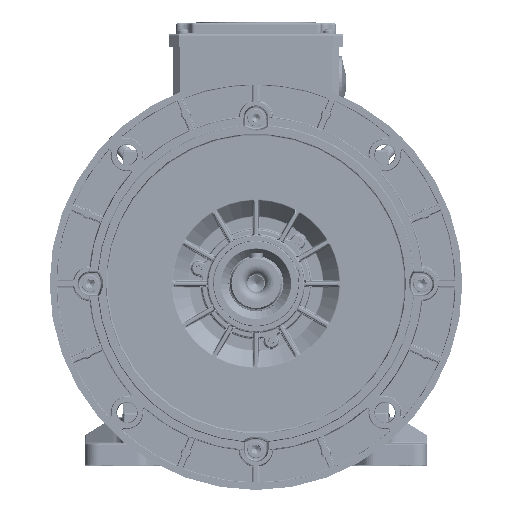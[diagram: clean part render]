
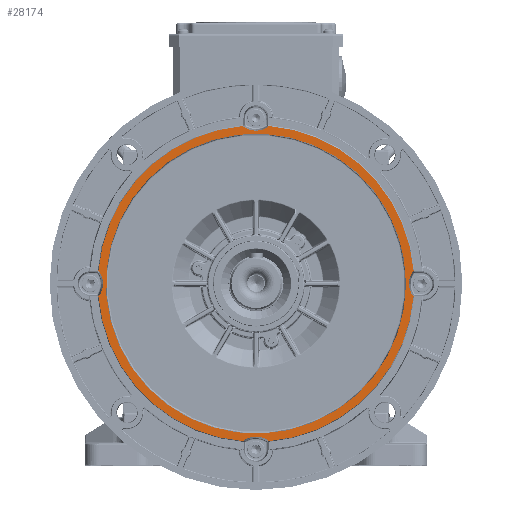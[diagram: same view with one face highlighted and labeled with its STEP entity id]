
A CAD part, top view. The second image highlights one B-rep face of the part: STEP entity #28174.
In plain terms, the highlighted planar face has unit normal (0, 0, 1).
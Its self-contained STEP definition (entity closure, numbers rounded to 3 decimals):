
#2636=FACE_BOUND('',#44644,.T.);
#2637=FACE_BOUND('',#44645,.T.);
#5706=B_SPLINE_CURVE_WITH_KNOTS('',3,(#236152,#236153,#236154,#236155),
 .UNSPECIFIED.,.F.,.F.,(4,4),(0.,1.),.UNSPECIFIED.);
#5745=B_SPLINE_CURVE_WITH_KNOTS('',3,(#236518,#236519,#236520,#236521),
 .UNSPECIFIED.,.F.,.F.,(4,4),(0.,1.),.UNSPECIFIED.);
#5835=B_SPLINE_CURVE_WITH_KNOTS('',3,(#237271,#237272,#237273,#237274),
 .UNSPECIFIED.,.F.,.F.,(4,4),(0.,1.),.UNSPECIFIED.);
#5847=B_SPLINE_CURVE_WITH_KNOTS('',3,(#237334,#237335,#237336,#237337),
 .UNSPECIFIED.,.F.,.F.,(4,4),(0.,1.),.UNSPECIFIED.);
#5850=B_SPLINE_CURVE_WITH_KNOTS('',3,(#237354,#237355,#237356,#237357),
 .UNSPECIFIED.,.F.,.F.,(4,4),(0.,1.),.UNSPECIFIED.);
#5851=B_SPLINE_CURVE_WITH_KNOTS('',3,(#237361,#237362,#237363,#237364),
 .UNSPECIFIED.,.F.,.F.,(4,4),(0.,1.),.UNSPECIFIED.);
#5852=B_SPLINE_CURVE_WITH_KNOTS('',3,(#237371,#237372,#237373,#237374),
 .UNSPECIFIED.,.F.,.F.,(4,4),(0.,1.),.UNSPECIFIED.);
#5853=B_SPLINE_CURVE_WITH_KNOTS('',3,(#237381,#237382,#237383,#237384),
 .UNSPECIFIED.,.F.,.F.,(4,4),(0.,1.),.UNSPECIFIED.);
#25557=PLANE('',#167305);
#28174=ADVANCED_FACE('',(#2636,#2637),#25557,.T.);
#44644=EDGE_LOOP('',(#64281,#64282,#64283,#64284,#64285,#64286,#64287,#64288,
#64289,#64290,#64291,#64292,#64293,#64294,#64295,#64296,#64297,#64298,#64299,
#64300));
#44645=EDGE_LOOP('',(#64301));
#53796=CIRCLE('',#167104,16.363);
#53909=CIRCLE('',#167287,15.356);
#53911=CIRCLE('',#167291,16.363);
#53914=CIRCLE('',#167295,114.866);
#53915=CIRCLE('',#167296,15.356);
#53916=CIRCLE('',#167297,16.363);
#53917=CIRCLE('',#167298,114.866);
#53918=CIRCLE('',#167299,15.356);
#53919=CIRCLE('',#167300,114.866);
#53920=CIRCLE('',#167301,16.363);
#53921=CIRCLE('',#167302,114.866);
#53922=CIRCLE('',#167303,15.356);
#53923=CIRCLE('',#167304,109.);
#64281=ORIENTED_EDGE('',*,*,#122577,.T.);
#64282=ORIENTED_EDGE('',*,*,#122578,.T.);
#64283=ORIENTED_EDGE('',*,*,#122579,.T.);
#64284=ORIENTED_EDGE('',*,*,#122580,.T.);
#64285=ORIENTED_EDGE('',*,*,#122581,.T.);
#64286=ORIENTED_EDGE('',*,*,#122357,.T.);
#64287=ORIENTED_EDGE('',*,*,#122582,.T.);
#64288=ORIENTED_EDGE('',*,*,#122583,.T.);
#64289=ORIENTED_EDGE('',*,*,#122584,.T.);
#64290=ORIENTED_EDGE('',*,*,#122573,.T.);
#64291=ORIENTED_EDGE('',*,*,#122571,.T.);
#64292=ORIENTED_EDGE('',*,*,#122585,.T.);
#64293=ORIENTED_EDGE('',*,*,#122557,.T.);
#64294=ORIENTED_EDGE('',*,*,#122564,.T.);
#64295=ORIENTED_EDGE('',*,*,#122586,.T.);
#64296=ORIENTED_EDGE('',*,*,#122261,.T.);
#64297=ORIENTED_EDGE('',*,*,#122587,.T.);
#64298=ORIENTED_EDGE('',*,*,#122588,.T.);
#64299=ORIENTED_EDGE('',*,*,#122589,.T.);
#64300=ORIENTED_EDGE('',*,*,#122273,.T.);
#64301=ORIENTED_EDGE('',*,*,#122590,.T.);
#104033=VERTEX_POINT('',#236151);
#104034=VERTEX_POINT('',#236156);
#104045=VERTEX_POINT('',#236196);
#104046=VERTEX_POINT('',#236197);
#104116=VERTEX_POINT('',#236517);
#104117=VERTEX_POINT('',#236522);
#104262=VERTEX_POINT('',#237275);
#104263=VERTEX_POINT('',#237276);
#104268=VERTEX_POINT('',#237307);
#104272=VERTEX_POINT('',#237333);
#104273=VERTEX_POINT('',#237338);
#104274=VERTEX_POINT('',#237345);
#104276=VERTEX_POINT('',#237358);
#104277=VERTEX_POINT('',#237360);
#104278=VERTEX_POINT('',#237365);
#104279=VERTEX_POINT('',#237367);
#104280=VERTEX_POINT('',#237370);
#104281=VERTEX_POINT('',#237375);
#104282=VERTEX_POINT('',#237380);
#104283=VERTEX_POINT('',#237385);
#104284=VERTEX_POINT('',#237388);
#122261=EDGE_CURVE('',#104034,#104033,#5706,.T.);
#122273=EDGE_CURVE('',#104045,#104046,#53796,.T.);
#122357=EDGE_CURVE('',#104117,#104116,#5745,.T.);
#122557=EDGE_CURVE('',#104262,#104263,#5835,.T.);
#122564=EDGE_CURVE('',#104263,#104268,#53909,.T.);
#122571=EDGE_CURVE('',#104273,#104272,#5847,.T.);
#122573=EDGE_CURVE('',#104274,#104273,#53911,.T.);
#122577=EDGE_CURVE('',#104046,#104276,#5850,.T.);
#122578=EDGE_CURVE('',#104276,#104277,#53914,.T.);
#122579=EDGE_CURVE('',#104277,#104278,#5851,.T.);
#122580=EDGE_CURVE('',#104278,#104279,#53915,.T.);
#122581=EDGE_CURVE('',#104279,#104117,#53916,.T.);
#122582=EDGE_CURVE('',#104116,#104280,#53917,.T.);
#122583=EDGE_CURVE('',#104280,#104281,#5852,.T.);
#122584=EDGE_CURVE('',#104281,#104274,#53918,.T.);
#122585=EDGE_CURVE('',#104272,#104262,#53919,.T.);
#122586=EDGE_CURVE('',#104268,#104034,#53920,.T.);
#122587=EDGE_CURVE('',#104033,#104282,#53921,.T.);
#122588=EDGE_CURVE('',#104282,#104283,#5853,.T.);
#122589=EDGE_CURVE('',#104283,#104045,#53922,.T.);
#122590=EDGE_CURVE('',#104284,#104284,#53923,.T.);
#167104=AXIS2_PLACEMENT_3D('',#236195,#186219,#186220);
#167287=AXIS2_PLACEMENT_3D('',#237306,#186632,#186633);
#167291=AXIS2_PLACEMENT_3D('',#237344,#186640,#186641);
#167295=AXIS2_PLACEMENT_3D('',#237359,#186648,#186649);
#167296=AXIS2_PLACEMENT_3D('',#237366,#186650,#186651);
#167297=AXIS2_PLACEMENT_3D('',#237368,#186652,#186653);
#167298=AXIS2_PLACEMENT_3D('',#237369,#186654,#186655);
#167299=AXIS2_PLACEMENT_3D('',#237376,#186656,#186657);
#167300=AXIS2_PLACEMENT_3D('',#237377,#186658,#186659);
#167301=AXIS2_PLACEMENT_3D('',#237378,#186660,#186661);
#167302=AXIS2_PLACEMENT_3D('',#237379,#186662,#186663);
#167303=AXIS2_PLACEMENT_3D('',#237386,#186664,#186665);
#167304=AXIS2_PLACEMENT_3D('',#237387,#186666,#186667);
#167305=AXIS2_PLACEMENT_3D('',#237389,#186668,#186669);
#186219=DIRECTION('',(0.,0.,-1.));
#186220=DIRECTION('',(1.,0.,0.));
#186632=DIRECTION('',(0.,0.,-1.));
#186633=DIRECTION('',(1.,0.,0.));
#186640=DIRECTION('',(0.,0.,-1.));
#186641=DIRECTION('',(1.,0.,0.));
#186648=DIRECTION('',(0.,0.,1.));
#186649=DIRECTION('',(1.,0.,0.));
#186650=DIRECTION('',(0.,0.,-1.));
#186651=DIRECTION('',(1.,0.,0.));
#186652=DIRECTION('',(0.,0.,-1.));
#186653=DIRECTION('',(1.,0.,0.));
#186654=DIRECTION('',(0.,0.,1.));
#186655=DIRECTION('',(1.,0.,0.));
#186656=DIRECTION('',(0.,0.,-1.));
#186657=DIRECTION('',(1.,0.,0.));
#186658=DIRECTION('',(0.,0.,1.));
#186659=DIRECTION('',(1.,0.,0.));
#186660=DIRECTION('',(0.,0.,-1.));
#186661=DIRECTION('',(1.,0.,0.));
#186662=DIRECTION('',(0.,0.,1.));
#186663=DIRECTION('',(1.,0.,0.));
#186664=DIRECTION('',(0.,0.,-1.));
#186665=DIRECTION('',(1.,0.,0.));
#186666=DIRECTION('',(0.,0.,-1.));
#186667=DIRECTION('',(1.,0.,0.));
#186668=DIRECTION('',(0.,0.,1.));
#186669=DIRECTION('',(1.,0.,0.));
#236151=CARTESIAN_POINT('',(250.689,114.488,364.5));
#236152=CARTESIAN_POINT('',(251.072,113.983,364.5));
#236153=CARTESIAN_POINT('',(250.893,114.104,364.5));
#236154=CARTESIAN_POINT('',(250.758,114.281,364.5));
#236155=CARTESIAN_POINT('',(250.689,114.488,364.5));
#236156=CARTESIAN_POINT('',(251.072,113.983,364.5));
#236195=CARTESIAN_POINT('',(132.504,0.298,364.5));
#236196=CARTESIAN_POINT('',(148.864,-0.014,364.5));
#236197=CARTESIAN_POINT('',(146.017,-8.929,364.5));
#236517=CARTESIAN_POINT('',(269.311,-114.488,364.5));
#236518=CARTESIAN_POINT('',(268.928,-113.983,364.5));
#236519=CARTESIAN_POINT('',(269.107,-114.104,364.5));
#236520=CARTESIAN_POINT('',(269.242,-114.281,364.5));
#236521=CARTESIAN_POINT('',(269.311,-114.488,364.5));
#236522=CARTESIAN_POINT('',(268.928,-113.983,364.5));
#237271=CARTESIAN_POINT('',(269.295,114.489,364.5));
#237272=CARTESIAN_POINT('',(269.229,114.295,364.5));
#237273=CARTESIAN_POINT('',(269.102,114.123,364.5));
#237274=CARTESIAN_POINT('',(268.932,114.001,364.5));
#237275=CARTESIAN_POINT('',(269.295,114.489,364.5));
#237276=CARTESIAN_POINT('',(268.932,114.001,364.5));
#237306=CARTESIAN_POINT('',(260.,126.493,364.5));
#237307=CARTESIAN_POINT('',(259.986,111.136,364.5));
#237333=CARTESIAN_POINT('',(374.488,9.311,364.5));
#237334=CARTESIAN_POINT('',(373.983,8.928,364.5));
#237335=CARTESIAN_POINT('',(374.104,9.107,364.5));
#237336=CARTESIAN_POINT('',(374.281,9.242,364.5));
#237337=CARTESIAN_POINT('',(374.488,9.311,364.5));
#237338=CARTESIAN_POINT('',(373.983,8.928,364.5));
#237344=CARTESIAN_POINT('',(387.496,-0.298,364.5));
#237345=CARTESIAN_POINT('',(371.136,0.014,364.5));
#237354=CARTESIAN_POINT('',(146.017,-8.929,364.5));
#237355=CARTESIAN_POINT('',(145.896,-9.107,364.5));
#237356=CARTESIAN_POINT('',(145.719,-9.242,364.5));
#237357=CARTESIAN_POINT('',(145.512,-9.311,364.5));
#237358=CARTESIAN_POINT('',(145.512,-9.311,364.5));
#237359=CARTESIAN_POINT('',(260.,0.,364.5));
#237360=CARTESIAN_POINT('',(250.705,-114.489,364.5));
#237361=CARTESIAN_POINT('',(250.705,-114.489,364.5));
#237362=CARTESIAN_POINT('',(250.771,-114.295,364.5));
#237363=CARTESIAN_POINT('',(250.898,-114.123,364.5));
#237364=CARTESIAN_POINT('',(251.068,-114.001,364.5));
#237365=CARTESIAN_POINT('',(251.068,-114.001,364.5));
#237366=CARTESIAN_POINT('',(260.,-126.493,364.5));
#237367=CARTESIAN_POINT('',(260.014,-111.136,364.5));
#237368=CARTESIAN_POINT('',(259.702,-127.496,364.5));
#237369=CARTESIAN_POINT('',(260.,0.,364.5));
#237370=CARTESIAN_POINT('',(374.489,-9.295,364.5));
#237371=CARTESIAN_POINT('',(374.489,-9.295,364.5));
#237372=CARTESIAN_POINT('',(374.295,-9.229,364.5));
#237373=CARTESIAN_POINT('',(374.123,-9.102,364.5));
#237374=CARTESIAN_POINT('',(374.001,-8.932,364.5));
#237375=CARTESIAN_POINT('',(374.001,-8.932,364.5));
#237376=CARTESIAN_POINT('',(386.493,0.,364.5));
#237377=CARTESIAN_POINT('',(260.,0.,364.5));
#237378=CARTESIAN_POINT('',(260.298,127.496,364.5));
#237379=CARTESIAN_POINT('',(260.,0.,364.5));
#237380=CARTESIAN_POINT('',(145.511,9.295,364.5));
#237381=CARTESIAN_POINT('',(145.511,9.295,364.5));
#237382=CARTESIAN_POINT('',(145.705,9.229,364.5));
#237383=CARTESIAN_POINT('',(145.877,9.102,364.5));
#237384=CARTESIAN_POINT('',(145.999,8.932,364.5));
#237385=CARTESIAN_POINT('',(145.999,8.932,364.5));
#237386=CARTESIAN_POINT('',(133.507,0.,364.5));
#237387=CARTESIAN_POINT('',(260.,0.,364.5));
#237388=CARTESIAN_POINT('',(369.,0.,364.5));
#237389=CARTESIAN_POINT('',(260.,0.,364.5));
